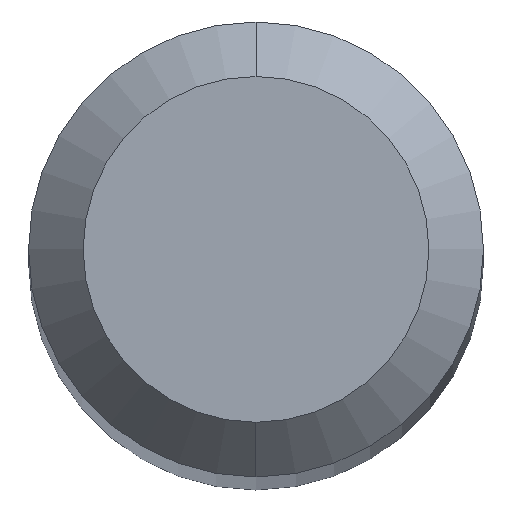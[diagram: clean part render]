
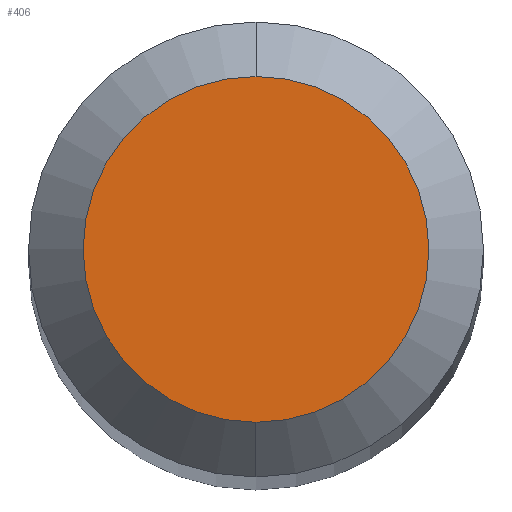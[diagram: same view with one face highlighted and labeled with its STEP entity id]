
A CAD part, top view. The second image highlights one B-rep face of the part: STEP entity #406.
In plain terms, the highlighted planar face has unit normal (0, 0, 1).
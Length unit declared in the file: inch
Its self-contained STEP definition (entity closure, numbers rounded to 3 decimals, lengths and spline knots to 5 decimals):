
#13 = DIRECTION ( 'NONE',  ( 0., 0., 1. ) ) ;
#15 = CARTESIAN_POINT ( 'NONE',  ( 0., 0.0475, 0. ) ) ;
#35 = ORIENTED_EDGE ( 'NONE', *, *, #78, .T. ) ;
#54 = VERTEX_POINT ( 'NONE', #97 ) ;
#58 = AXIS2_PLACEMENT_3D ( 'NONE', #68, #152, #317 ) ;
#68 = CARTESIAN_POINT ( 'NONE',  ( 0., 0., 0. ) ) ;
#78 = EDGE_CURVE ( 'NONE', #96, #54, #309, .T. ) ;
#96 = VERTEX_POINT ( 'NONE', #496 ) ;
#97 = CARTESIAN_POINT ( 'NONE',  ( 0., -0.0475, 0. ) ) ;
#106 = FACE_OUTER_BOUND ( 'NONE', #215, .T. ) ;
#151 = DIRECTION ( 'NONE',  ( 0., 0., -1. ) ) ;
#152 = DIRECTION ( 'NONE',  ( 0., 0., 1. ) ) ;
#157 = CIRCLE ( 'NONE', #258, 0.0475 ) ;
#202 = PLANE ( 'NONE',  #355 ) ;
#215 = EDGE_LOOP ( 'NONE', ( #35, #555 ) ) ;
#258 = AXIS2_PLACEMENT_3D ( 'NONE', #279, #13, #282 ) ;
#279 = CARTESIAN_POINT ( 'NONE',  ( 0., 0., 0. ) ) ;
#282 = DIRECTION ( 'NONE',  ( 0., -1., 0. ) ) ;
#291 = DIRECTION ( 'NONE',  ( 0., 1., 0. ) ) ;
#309 = CIRCLE ( 'NONE', #58, 0.0475 ) ;
#317 = DIRECTION ( 'NONE',  ( 0., -1., 0. ) ) ;
#355 = AXIS2_PLACEMENT_3D ( 'NONE', #15, #151, #291 ) ;
#406 = ADVANCED_FACE ( 'NONE', ( #106 ), #202, .F. ) ;
#440 = EDGE_CURVE ( 'NONE', #54, #96, #157, .T. ) ;
#496 = CARTESIAN_POINT ( 'NONE',  ( 0., 0.0475, 0. ) ) ;
#555 = ORIENTED_EDGE ( 'NONE', *, *, #440, .T. ) ;
